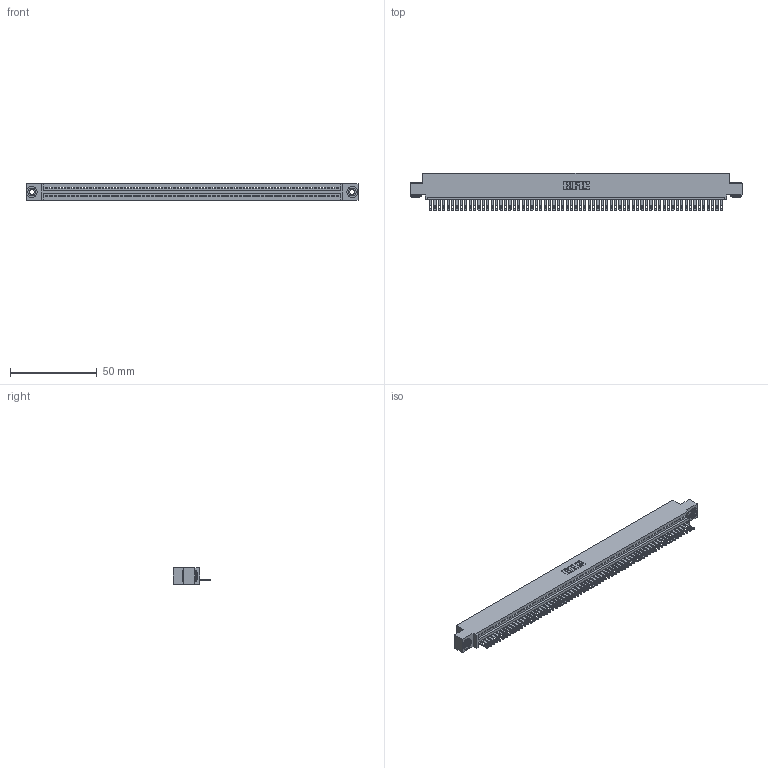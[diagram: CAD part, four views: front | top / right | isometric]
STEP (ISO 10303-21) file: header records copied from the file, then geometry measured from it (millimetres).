
FILE_DESCRIPTION (( 'STEP AP203' ), '1' );
FILE_NAME ('345-067-500-403.STEP', '2019-10-11T23:33:56', ( '' ), ( '' ), 'SwSTEP 2.0', 'SolidWorks 2016', '' );
FILE_SCHEMA (( 'CONFIG_CONTROL_DESIGN' ));
Length unit declared in the file: inch
Products named in the file (4): 345-292-001_345-293-100; 345 Part_0.110 Offset - 0.156 Dia-TH; 345-250-002_345-250-002-102; 345-067-500-403
Assembly tree (70 placements, depth 2):
  345-067-500-403
    345 Part_0.110 Offset - 0.156 Dia-TH
    345-292-001_345-293-100  x67
    345-250-002_345-250-002-102  x2
Bounding box: 191.39 x 21.51 x 9.4 mm (x, y, z)
Volume: 18370.6 mm3; surface area: 25199.5 mm2
Topology: 70 solids, 70 shells, 3786 faces, 11685 edges, 7786 vertices
Faces by surface type: plane 2372, cylinder 1406, cone 8
Entity records: 47772 total; most frequent: CARTESIAN_POINT 8252, ORIENTED_EDGE 8246, DIRECTION 7203, EDGE_CURVE 4123, VECTOR 3695, LINE 3695, VERTEX_POINT 2746, AXIS2_PLACEMENT_3D 1754
